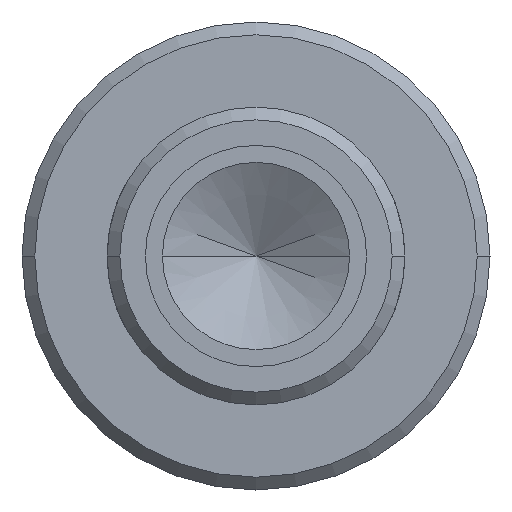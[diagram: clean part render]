
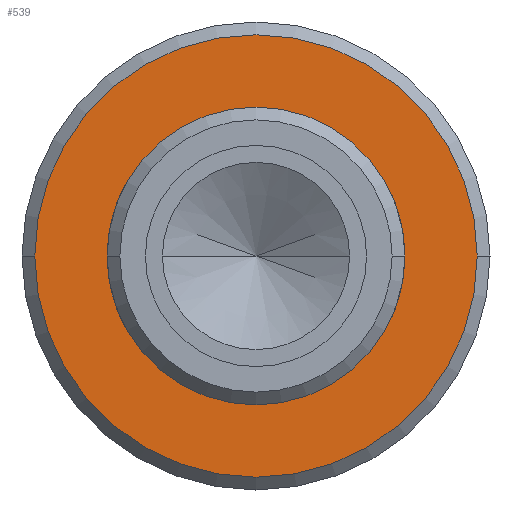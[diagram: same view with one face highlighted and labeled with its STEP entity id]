
A CAD part, left-side view. The second image highlights one B-rep face of the part: STEP entity #539.
In plain terms, the highlighted planar face has unit normal (-1, 0, 0).
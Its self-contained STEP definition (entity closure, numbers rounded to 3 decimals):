
#220=CARTESIAN_POINT('',(75.0,-17.5,0.));
#221=VERTEX_POINT('',#220);
#228=CARTESIAN_POINT('',(75.0,17.5,0.0));
#229=VERTEX_POINT('',#228);
#230=CARTESIAN_POINT('',(75.0,0.0,0.0));
#231=DIRECTION('',(1.0,0.0,0.0));
#232=DIRECTION('',(0.0,1.0,0.0));
#233=AXIS2_PLACEMENT_3D('',#230,#231,#232);
#234=CIRCLE('',#233,17.5);
#235=EDGE_CURVE('',#229,#221,#234,.T.);
#469=CARTESIAN_POINT('',(75.0,-26.0,0.));
#470=VERTEX_POINT('',#469);
#477=CARTESIAN_POINT('',(75.0,26.0,0.));
#478=VERTEX_POINT('',#477);
#479=CARTESIAN_POINT('',(75.0,0.0,0.0));
#480=DIRECTION('',(1.0,0.0,0.0));
#481=DIRECTION('',(0.0,-1.0,0.0));
#482=AXIS2_PLACEMENT_3D('',#479,#480,#481);
#483=CIRCLE('',#482,26.0);
#484=EDGE_CURVE('',#470,#478,#483,.T.);
#510=CARTESIAN_POINT('',(75.0,0.0,0.0));
#511=DIRECTION('',(1.0,0.0,0.0));
#512=DIRECTION('',(0.0,-1.0,0.0));
#513=AXIS2_PLACEMENT_3D('',#510,#511,#512);
#514=CIRCLE('',#513,26.0);
#515=EDGE_CURVE('',#478,#470,#514,.T.);
#520=CARTESIAN_POINT('',(75.0,13.75,0.0));
#521=DIRECTION('',(-1.0,0.0,0.0));
#522=DIRECTION('',(0.0,0.0,1.0));
#523=AXIS2_PLACEMENT_3D('',#520,#521,#522);
#524=PLANE('',#523);
#525=ORIENTED_EDGE('',*,*,#515,.F.);
#526=ORIENTED_EDGE('',*,*,#484,.F.);
#527=EDGE_LOOP('',(#525,#526));
#528=FACE_OUTER_BOUND('',#527,.T.);
#529=ORIENTED_EDGE('',*,*,#235,.T.);
#530=CARTESIAN_POINT('',(75.0,0.0,0.0));
#531=DIRECTION('',(1.0,0.0,0.0));
#532=DIRECTION('',(0.0,1.0,0.0));
#533=AXIS2_PLACEMENT_3D('',#530,#531,#532);
#534=CIRCLE('',#533,17.5);
#535=EDGE_CURVE('',#221,#229,#534,.T.);
#536=ORIENTED_EDGE('',*,*,#535,.T.);
#537=EDGE_LOOP('',(#529,#536));
#538=FACE_BOUND('',#537,.T.);
#539=ADVANCED_FACE('',(#528,#538),#524,.T.);
